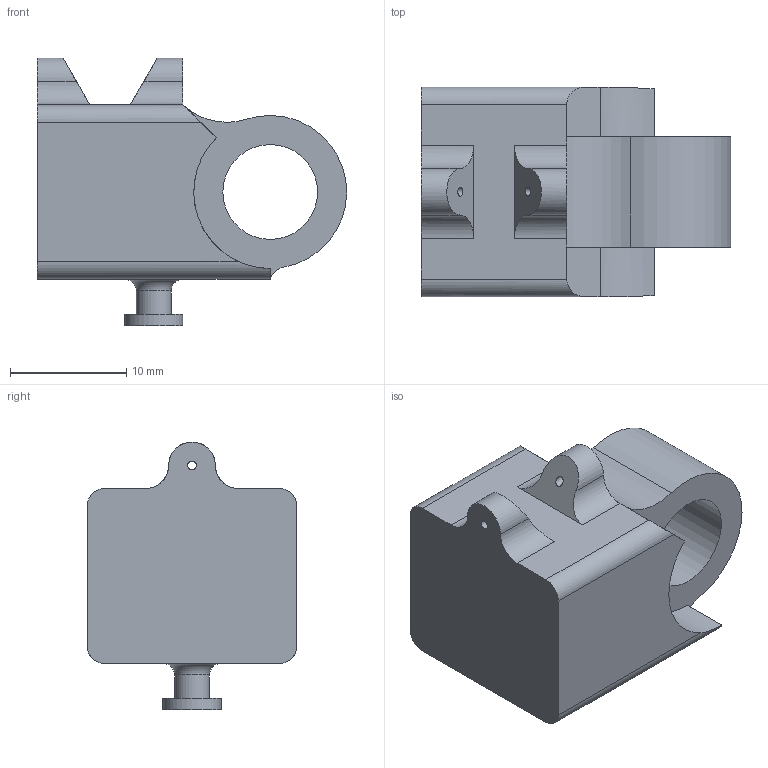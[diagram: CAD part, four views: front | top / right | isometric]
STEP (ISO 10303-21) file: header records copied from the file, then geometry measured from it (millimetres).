
FILE_DESCRIPTION(/* description */ (''),/* implementation_level */ '2;1');
FILE_NAME(/* name */ 'Distal_phalanx_index v4.step',/* time_stamp */ '2020-05-04T12:10:13-06:00',/* author */ (''),/* organization */ (''),/* preprocessor_version */ 'ST-DEVELOPER v18.1',/* originating_system */ 'Autodesk Translation Framework v9.2.0.1227',/* authorisation */ '');
FILE_SCHEMA (('AUTOMOTIVE_DESIGN { 1 0 10303 214 3 1 1 }'));
Length unit declared in the file: millimetre
Products named in the file (2): Distal_phalanx_index; Component1
Assembly tree (1 placements, depth 2):
  Distal_phalanx_index
    Component1
Bounding box: 26.57 x 18 x 23 mm (x, y, z)
Volume: 4922.9 mm3; surface area: 2277.2 mm2
Topology: 1 solids, 1 shells, 37 faces, 94 edges, 61 vertices
Faces by surface type: cylinder 20, plane 16, torus 1
Full cylindrical faces by diameter (mm): 0.75 x2, 3 x1, 5 x1, 8.137 x1
Entity records: 1210 total; most frequent: DIRECTION 216, CARTESIAN_POINT 205, ORIENTED_EDGE 188, EDGE_CURVE 94, AXIS2_PLACEMENT_3D 84, VERTEX_POINT 61, LINE 48, VECTOR 48
